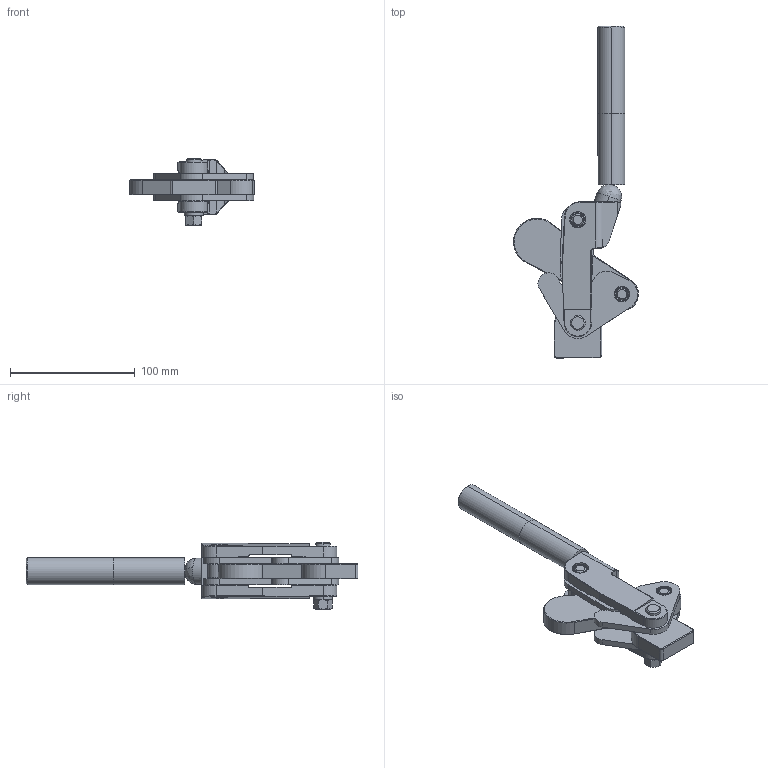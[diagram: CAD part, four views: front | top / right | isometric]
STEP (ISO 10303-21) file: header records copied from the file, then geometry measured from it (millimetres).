
FILE_DESCRIPTION (( 'STEP AP203' ), '1' );
FILE_NAME ('CH-70510.STEP', '2017-12-09T02:03:41', ( 'Windows' ), ( 'Microsoft' ), 'SwSTEP 2.0', 'SolidWorks 2015', '' );
FILE_SCHEMA (( 'CONFIG_CONTROL_DESIGN' ));
Length unit declared in the file: millimetre
Products named in the file (14): 70510-12; 70510-01; 70510-08; 70510-02; 70510-11; 70510-03; 70510-13; 70510-04; 3-8-16; 70510-09; CH-70510; 70510-07; 70510-10; 70510-05
Assembly tree (21 placements, depth 2):
  CH-70510
    70510-01
    70510-02
    70510-03
    70510-04  x2
    70510-09  x6
    70510-07
    70510-10  x2
    70510-05
    70510-12  x2
    70510-08
    70510-11
    70510-13
    3-8-16
Bounding box: 100.06 x 265.73 x 53.8 mm (x, y, z)
Volume: 193350.1 mm3; surface area: 80865.7 mm2
Topology: 23 solids, 23 shells, 2372 faces, 5825 edges, 3777 vertices
Faces by surface type: plane 1593, cylinder 627, cone 119, bspline 25, torus 8
Entity records: 58499 total; most frequent: CARTESIAN_POINT 12817, DIRECTION 9519, ORIENTED_EDGE 8934, EDGE_CURVE 4467, AXIS2_PLACEMENT_3D 3388, VERTEX_POINT 2887, VECTOR 2743, LINE 2743
